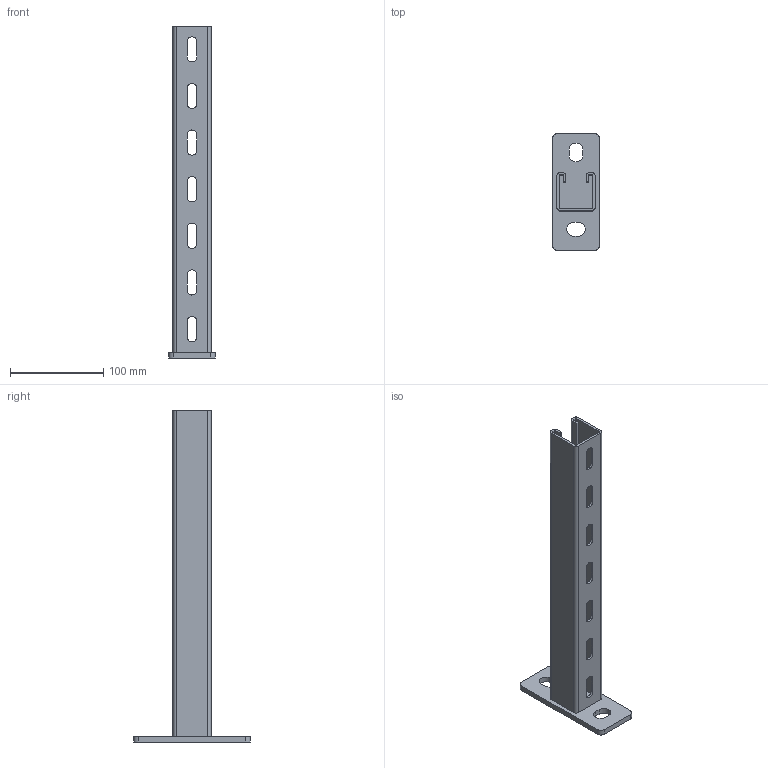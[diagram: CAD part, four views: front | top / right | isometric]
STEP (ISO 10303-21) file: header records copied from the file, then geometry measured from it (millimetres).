
FILE_DESCRIPTION (( 'STEP AP203' ), '1' );
FILE_NAME ('Êîíñîëü BBP-41_BBP4130.STEP', '2012-11-19T06:29:56', ( 'Àñååâ' ), ( '' ), 'SwSTEP 2.0', 'SolidWorks 2012', '' );
FILE_SCHEMA (( 'CONFIG_CONTROL_DESIGN' ));
Length unit declared in the file: millimetre
Products named in the file (1): Êîíñîëü BBP-41_BBP4130
Bounding box: 50 x 125 x 356 mm (x, y, z)
Volume: 153096 mm3; surface area: 112085.2 mm2
Topology: 1 solids, 1 shells, 75 faces, 216 edges, 144 vertices
Faces by surface type: plane 41, cylinder 34
Entity records: 2591 total; most frequent: DIRECTION 436, CARTESIAN_POINT 436, ORIENTED_EDGE 432, EDGE_CURVE 216, VECTOR 148, LINE 148, AXIS2_PLACEMENT_3D 144, VERTEX_POINT 144
